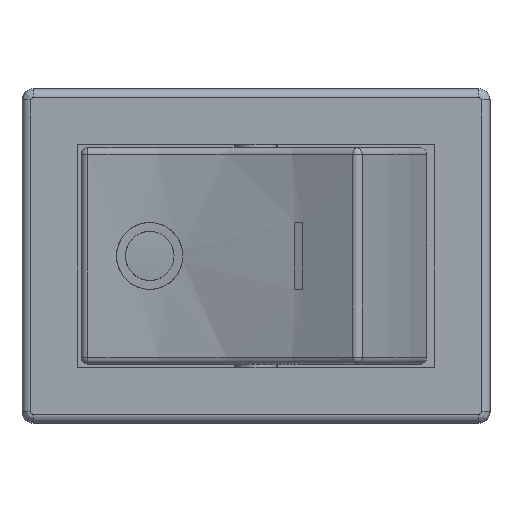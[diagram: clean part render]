
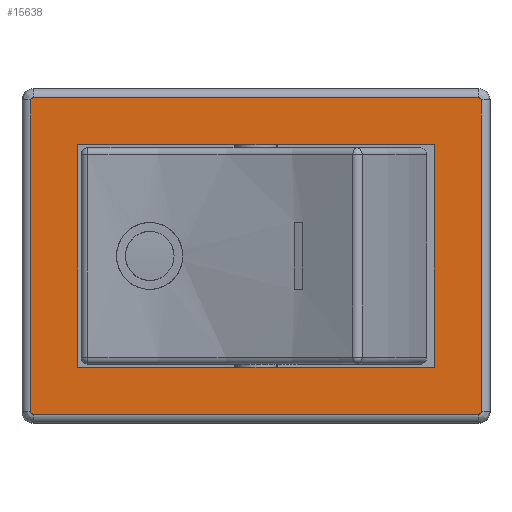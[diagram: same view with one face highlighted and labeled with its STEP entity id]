
A CAD part, top view. The second image highlights one B-rep face of the part: STEP entity #15638.
In plain terms, the highlighted planar face has unit normal (0, 0, 1).
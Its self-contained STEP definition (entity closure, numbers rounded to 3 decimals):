
#759=FACE_BOUND('',#2404,.T.);
#1507=FACE_OUTER_BOUND('',#2403,.T.);
#2403=EDGE_LOOP('',(#13954,#13955,#13956,#13957,#13958,#13959,#13960,#13961));
#2404=EDGE_LOOP('',(#13962,#13963,#13964,#13965));
#2527=CIRCLE('',#16311,0.1);
#2531=CIRCLE('',#16315,0.1);
#2535=CIRCLE('',#16321,0.1);
#2539=CIRCLE('',#16325,0.1);
#4200=LINE('',#27005,#5950);
#4204=LINE('',#27014,#5954);
#4207=LINE('',#27018,#5957);
#4209=LINE('',#27022,#5959);
#4210=LINE('',#27028,#5960);
#4212=LINE('',#27064,#5962);
#4215=LINE('',#27071,#5965);
#4217=LINE('',#27102,#5967);
#5950=VECTOR('',#19200,10.);
#5954=VECTOR('',#19206,10.);
#5957=VECTOR('',#19211,10.);
#5959=VECTOR('',#19217,10.);
#5960=VECTOR('',#19222,10.);
#5962=VECTOR('',#19242,10.);
#5965=VECTOR('',#19249,10.);
#5967=VECTOR('',#19265,10.);
#7458=VERTEX_POINT('',#27002);
#7459=VERTEX_POINT('',#27004);
#7462=VERTEX_POINT('',#27011);
#7463=VERTEX_POINT('',#27013);
#7465=VERTEX_POINT('',#27025);
#7466=VERTEX_POINT('',#27027);
#7469=VERTEX_POINT('',#27042);
#7470=VERTEX_POINT('',#27055);
#7473=VERTEX_POINT('',#27062);
#7474=VERTEX_POINT('',#27067);
#7477=VERTEX_POINT('',#27082);
#7478=VERTEX_POINT('',#27095);
#9626=EDGE_CURVE('',#7459,#7458,#4200,.T.);
#9630=EDGE_CURVE('',#7463,#7462,#4204,.T.);
#9633=EDGE_CURVE('',#7462,#7459,#4207,.T.);
#9635=EDGE_CURVE('',#7458,#7463,#4209,.T.);
#9637=EDGE_CURVE('',#7465,#7466,#4210,.T.);
#9641=EDGE_CURVE('',#7469,#7465,#2527,.T.);
#9645=EDGE_CURVE('',#7466,#7470,#2531,.T.);
#9647=EDGE_CURVE('',#7473,#7469,#4212,.T.);
#9651=EDGE_CURVE('',#7470,#7474,#4215,.T.);
#9653=EDGE_CURVE('',#7477,#7473,#2535,.T.);
#9657=EDGE_CURVE('',#7474,#7478,#2539,.T.);
#9659=EDGE_CURVE('',#7478,#7477,#4217,.T.);
#13954=ORIENTED_EDGE('',*,*,#9637,.F.);
#13955=ORIENTED_EDGE('',*,*,#9641,.F.);
#13956=ORIENTED_EDGE('',*,*,#9647,.F.);
#13957=ORIENTED_EDGE('',*,*,#9653,.F.);
#13958=ORIENTED_EDGE('',*,*,#9659,.F.);
#13959=ORIENTED_EDGE('',*,*,#9657,.F.);
#13960=ORIENTED_EDGE('',*,*,#9651,.F.);
#13961=ORIENTED_EDGE('',*,*,#9645,.F.);
#13962=ORIENTED_EDGE('',*,*,#9630,.T.);
#13963=ORIENTED_EDGE('',*,*,#9633,.T.);
#13964=ORIENTED_EDGE('',*,*,#9626,.T.);
#13965=ORIENTED_EDGE('',*,*,#9635,.T.);
#14841=PLANE('',#16331);
#15638=ADVANCED_FACE('',(#1507,#759),#14841,.T.);
#16311=AXIS2_PLACEMENT_3D('',#27044,#19228,#19229);
#16315=AXIS2_PLACEMENT_3D('',#27059,#19236,#19237);
#16321=AXIS2_PLACEMENT_3D('',#27084,#19252,#19253);
#16325=AXIS2_PLACEMENT_3D('',#27099,#19260,#19261);
#16331=AXIS2_PLACEMENT_3D('',#27112,#19279,#19280);
#19200=DIRECTION('',(-1.,0.,0.));
#19206=DIRECTION('',(1.,0.,0.));
#19211=DIRECTION('',(0.,-1.,0.));
#19217=DIRECTION('',(0.,1.,0.));
#19222=DIRECTION('',(1.,0.,0.));
#19228=DIRECTION('center_axis',(0.,0.,
-1.));
#19229=DIRECTION('ref_axis',(-0.707,0.707,0.));
#19236=DIRECTION('center_axis',(0.,0.,
-1.));
#19237=DIRECTION('ref_axis',(0.707,0.707,0.));
#19242=DIRECTION('',(0.,1.,0.));
#19249=DIRECTION('',(0.,-1.,0.));
#19252=DIRECTION('center_axis',(0.,0.,
-1.));
#19253=DIRECTION('ref_axis',(-0.707,-0.707,0.));
#19260=DIRECTION('center_axis',(0.,0.,
-1.));
#19261=DIRECTION('ref_axis',(0.707,-0.707,0.));
#19265=DIRECTION('',(-1.,0.,0.));
#19279=DIRECTION('center_axis',(0.,0.,
1.));
#19280=DIRECTION('ref_axis',(1.,0.,0.));
#27002=CARTESIAN_POINT('',(-8.,-5.,12.6));
#27004=CARTESIAN_POINT('',(8.,-5.,12.6));
#27005=CARTESIAN_POINT('',(-4.,-5.,12.6));
#27011=CARTESIAN_POINT('',(8.,5.,12.6));
#27013=CARTESIAN_POINT('',(-8.,5.,12.6));
#27014=CARTESIAN_POINT('',(0.,5.,12.6));
#27018=CARTESIAN_POINT('',(8.,2.25,12.6));
#27022=CARTESIAN_POINT('',(-8.,2.25,12.6));
#27025=CARTESIAN_POINT('',(-10.,7.1,12.6));
#27027=CARTESIAN_POINT('',(10.,7.1,12.6));
#27028=CARTESIAN_POINT('',(-5.,7.1,12.6));
#27042=CARTESIAN_POINT('',(-10.1,7.,12.6));
#27044=CARTESIAN_POINT('Origin',(-10.,7.,12.6));
#27055=CARTESIAN_POINT('',(10.1,7.,12.6));
#27059=CARTESIAN_POINT('Origin',(10.,7.,12.6));
#27062=CARTESIAN_POINT('',(-10.1,-7.,12.6));
#27064=CARTESIAN_POINT('',(-10.1,-3.5,12.6));
#27067=CARTESIAN_POINT('',(10.1,-7.,12.6));
#27071=CARTESIAN_POINT('',(10.1,3.5,12.6));
#27082=CARTESIAN_POINT('',(-10.,-7.1,12.6));
#27084=CARTESIAN_POINT('Origin',(-10.,-7.,12.6));
#27095=CARTESIAN_POINT('',(10.,-7.1,12.6));
#27099=CARTESIAN_POINT('Origin',(10.,-7.,12.6));
#27102=CARTESIAN_POINT('',(5.,-7.1,12.6));
#27112=CARTESIAN_POINT('Origin',(0.,0.,12.6));
